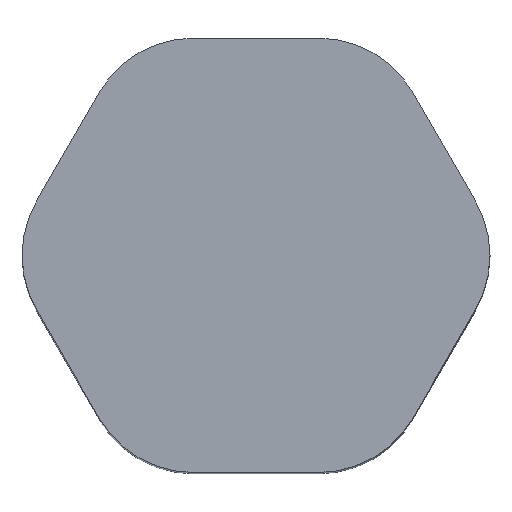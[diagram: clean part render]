
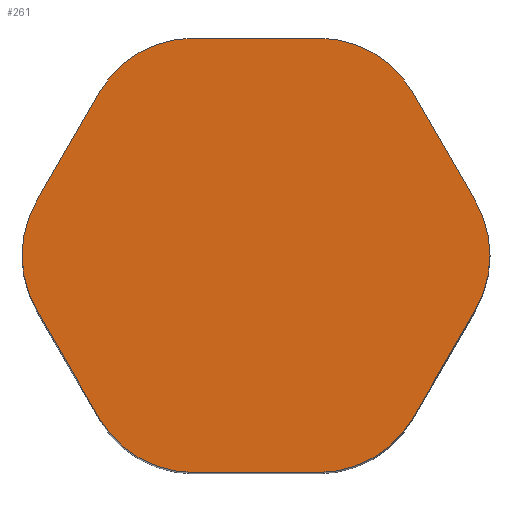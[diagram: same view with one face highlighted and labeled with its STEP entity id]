
A CAD part, top view. The second image highlights one B-rep face of the part: STEP entity #261.
In plain terms, the highlighted planar face has unit normal (0, 0, 1).
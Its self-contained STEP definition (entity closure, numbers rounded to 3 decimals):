
#16=CIRCLE('',#280,2.);
#18=CIRCLE('',#284,2.);
#20=CIRCLE('',#288,2.);
#22=CIRCLE('',#292,2.);
#24=CIRCLE('',#296,2.);
#26=CIRCLE('',#300,2.);
#45=FACE_OUTER_BOUND('',#59,.T.);
#59=EDGE_LOOP('',(#217,#218,#219,#220,#221,#222,#223,#224,#225,#226,#227,
#228));
#63=LINE('',#389,#87);
#67=LINE('',#401,#91);
#71=LINE('',#413,#95);
#75=LINE('',#425,#99);
#79=LINE('',#437,#103);
#83=LINE('',#449,#107);
#87=VECTOR('',#309,10.);
#91=VECTOR('',#321,10.);
#95=VECTOR('',#333,10.);
#99=VECTOR('',#345,10.);
#103=VECTOR('',#357,10.);
#107=VECTOR('',#369,10.);
#111=VERTEX_POINT('',#386);
#112=VERTEX_POINT('',#388);
#114=VERTEX_POINT('',#394);
#116=VERTEX_POINT('',#400);
#118=VERTEX_POINT('',#406);
#120=VERTEX_POINT('',#412);
#122=VERTEX_POINT('',#418);
#124=VERTEX_POINT('',#424);
#126=VERTEX_POINT('',#430);
#128=VERTEX_POINT('',#436);
#130=VERTEX_POINT('',#442);
#132=VERTEX_POINT('',#448);
#135=EDGE_CURVE('',#112,#111,#63,.T.);
#138=EDGE_CURVE('',#114,#112,#16,.T.);
#141=EDGE_CURVE('',#116,#114,#67,.T.);
#144=EDGE_CURVE('',#118,#116,#18,.T.);
#147=EDGE_CURVE('',#120,#118,#71,.T.);
#150=EDGE_CURVE('',#122,#120,#20,.T.);
#153=EDGE_CURVE('',#124,#122,#75,.T.);
#156=EDGE_CURVE('',#126,#124,#22,.T.);
#159=EDGE_CURVE('',#128,#126,#79,.T.);
#162=EDGE_CURVE('',#130,#128,#24,.T.);
#165=EDGE_CURVE('',#132,#130,#83,.T.);
#168=EDGE_CURVE('',#111,#132,#26,.T.);
#217=ORIENTED_EDGE('',*,*,#168,.T.);
#218=ORIENTED_EDGE('',*,*,#165,.T.);
#219=ORIENTED_EDGE('',*,*,#162,.T.);
#220=ORIENTED_EDGE('',*,*,#159,.T.);
#221=ORIENTED_EDGE('',*,*,#156,.T.);
#222=ORIENTED_EDGE('',*,*,#153,.T.);
#223=ORIENTED_EDGE('',*,*,#150,.T.);
#224=ORIENTED_EDGE('',*,*,#147,.T.);
#225=ORIENTED_EDGE('',*,*,#144,.T.);
#226=ORIENTED_EDGE('',*,*,#141,.T.);
#227=ORIENTED_EDGE('',*,*,#138,.T.);
#228=ORIENTED_EDGE('',*,*,#135,.T.);
#247=PLANE('',#301);
#261=ADVANCED_FACE('',(#45),#247,.T.);
#280=AXIS2_PLACEMENT_3D('',#395,#315,#316);
#284=AXIS2_PLACEMENT_3D('',#407,#327,#328);
#288=AXIS2_PLACEMENT_3D('',#419,#339,#340);
#292=AXIS2_PLACEMENT_3D('',#431,#351,#352);
#296=AXIS2_PLACEMENT_3D('',#443,#363,#364);
#300=AXIS2_PLACEMENT_3D('',#453,#375,#376);
#301=AXIS2_PLACEMENT_3D('',#454,#377,#378);
#309=DIRECTION('',(-0.5,0.866,0.));
#315=DIRECTION('center_axis',(0.,0.,1.));
#316=DIRECTION('ref_axis',(0.866,-0.5,0.));
#321=DIRECTION('',(0.5,0.866,0.));
#327=DIRECTION('center_axis',(0.,0.,1.));
#328=DIRECTION('ref_axis',(0.,-1.,0.));
#333=DIRECTION('',(1.,0.,0.));
#339=DIRECTION('center_axis',(0.,0.,1.));
#340=DIRECTION('ref_axis',(-0.866,-0.5,0.));
#345=DIRECTION('',(0.5,-0.866,0.));
#351=DIRECTION('center_axis',(0.,0.,1.));
#352=DIRECTION('ref_axis',(-0.866,0.5,0.));
#357=DIRECTION('',(-0.5,-0.866,0.));
#363=DIRECTION('center_axis',(0.,0.,1.));
#364=DIRECTION('ref_axis',(0.,1.,0.));
#369=DIRECTION('',(-1.,0.,0.));
#375=DIRECTION('center_axis',(0.,0.,1.));
#376=DIRECTION('ref_axis',(0.866,0.5,0.));
#377=DIRECTION('center_axis',(0.,0.,1.));
#378=DIRECTION('ref_axis',(1.,0.,0.));
#386=CARTESIAN_POINT('',(2.887,3.,15.));
#388=CARTESIAN_POINT('',(4.041,1.,15.));
#389=CARTESIAN_POINT('',(4.041,1.,15.));
#394=CARTESIAN_POINT('',(4.041,-1.,15.));
#395=CARTESIAN_POINT('Origin',(2.309,0.,15.));
#400=CARTESIAN_POINT('',(2.887,-3.,15.));
#401=CARTESIAN_POINT('',(2.887,-3.,15.));
#406=CARTESIAN_POINT('',(1.155,-4.,15.));
#407=CARTESIAN_POINT('Origin',(1.155,-2.,15.));
#412=CARTESIAN_POINT('',(-1.155,-4.,15.));
#413=CARTESIAN_POINT('',(-1.155,-4.,15.));
#418=CARTESIAN_POINT('',(-2.887,-3.,15.));
#419=CARTESIAN_POINT('Origin',(-1.155,-2.,15.));
#424=CARTESIAN_POINT('',(-4.041,-1.,15.));
#425=CARTESIAN_POINT('',(-4.041,-1.,15.));
#430=CARTESIAN_POINT('',(-4.041,1.,15.));
#431=CARTESIAN_POINT('Origin',(-2.309,0.,15.));
#436=CARTESIAN_POINT('',(-2.887,3.,15.));
#437=CARTESIAN_POINT('',(-2.887,3.,15.));
#442=CARTESIAN_POINT('',(-1.155,4.,15.));
#443=CARTESIAN_POINT('Origin',(-1.155,2.,15.));
#448=CARTESIAN_POINT('',(1.155,4.,15.));
#449=CARTESIAN_POINT('',(1.155,4.,15.));
#453=CARTESIAN_POINT('Origin',(1.155,2.,15.));
#454=CARTESIAN_POINT('Origin',(0.,0.,
15.));
